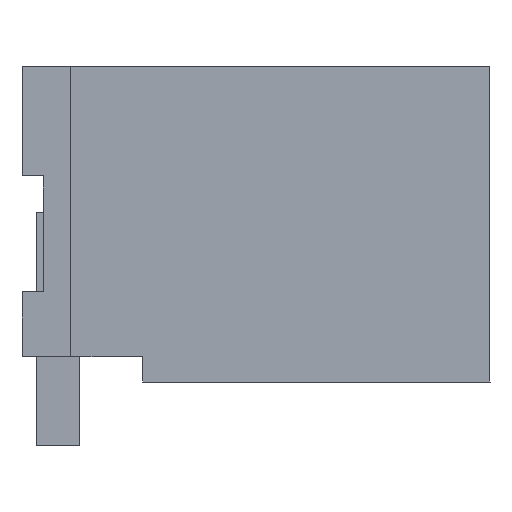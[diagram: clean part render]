
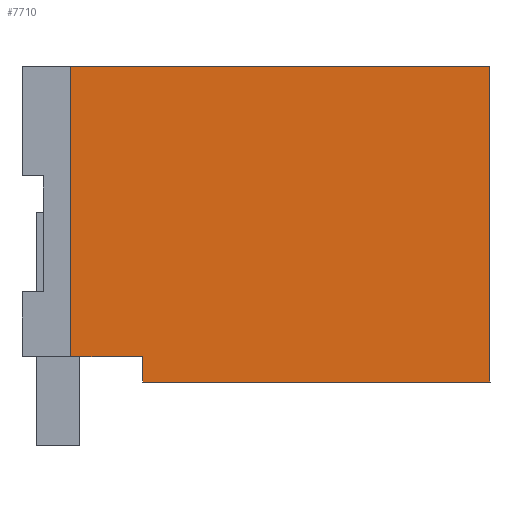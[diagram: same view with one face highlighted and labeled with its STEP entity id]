
A CAD part, left-side view. The second image highlights one B-rep face of the part: STEP entity #7710.
In plain terms, the highlighted planar face has unit normal (-1, 0, 0).
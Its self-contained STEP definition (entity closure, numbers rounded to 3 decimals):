
#7688=AXIS2_PLACEMENT_3D('Plane Axis2P3D',#7685,#7686,#7687) ;
#1234=CARTESIAN_POINT('Vertex',(0.,8.2,2.1)) ;
#1237=CARTESIAN_POINT('Line Origine',(0.,9.05,2.1)) ;
#1241=CARTESIAN_POINT('Vertex',(0.,9.9,2.1)) ;
#1514=CARTESIAN_POINT('Line Origine',(0.,9.9,5.525)) ;
#1518=CARTESIAN_POINT('Vertex',(0.,9.9,8.95)) ;
#2358=CARTESIAN_POINT('Line Origine',(0.,4.95,8.95)) ;
#2362=CARTESIAN_POINT('Vertex',(0.,0.,8.95)) ;
#7669=CARTESIAN_POINT('Vertex',(0.,8.2,1.5)) ;
#7672=CARTESIAN_POINT('Line Origine',(0.,8.2,1.8)) ;
#7685=CARTESIAN_POINT('Axis2P3D Location',(0.,11.05,-1.55)) ;
#7690=CARTESIAN_POINT('Line Origine',(0.,4.1,1.5)) ;
#7694=CARTESIAN_POINT('Vertex',(0.,0.,1.5)) ;
#7697=CARTESIAN_POINT('Line Origine',(0.,0.,5.225)) ;
#1238=DIRECTION('Vector Direction',(0.,-1.,0.)) ;
#1515=DIRECTION('Vector Direction',(0.,0.,-1.)) ;
#2359=DIRECTION('Vector Direction',(0.,1.,0.)) ;
#7673=DIRECTION('Vector Direction',(0.,0.,1.)) ;
#7686=DIRECTION('Axis2P3D Direction',(-1.,0.,0.)) ;
#7687=DIRECTION('Axis2P3D XDirection',(0.,-1.,0.)) ;
#7691=DIRECTION('Vector Direction',(0.,1.,0.)) ;
#7698=DIRECTION('Vector Direction',(0.,0.,-1.)) ;
#1239=VECTOR('Line Direction',#1238,1.) ;
#1516=VECTOR('Line Direction',#1515,1.) ;
#2360=VECTOR('Line Direction',#2359,1.) ;
#7674=VECTOR('Line Direction',#7673,1.) ;
#7692=VECTOR('Line Direction',#7691,1.) ;
#7699=VECTOR('Line Direction',#7698,1.) ;
#7703=ORIENTED_EDGE('',*,*,#1243,.T.) ;
#7704=ORIENTED_EDGE('',*,*,#7676,.F.) ;
#7705=ORIENTED_EDGE('',*,*,#7696,.T.) ;
#7706=ORIENTED_EDGE('',*,*,#7701,.T.) ;
#7707=ORIENTED_EDGE('',*,*,#2364,.T.) ;
#7708=ORIENTED_EDGE('',*,*,#1520,.T.) ;
#7710=ADVANCED_FACE('HOUSING',(#7709),#7689,.T.) ;
#1243=EDGE_CURVE('',#1242,#1235,#1240,.T.) ;
#1520=EDGE_CURVE('',#1519,#1242,#1517,.T.) ;
#2364=EDGE_CURVE('',#2363,#1519,#2361,.T.) ;
#7676=EDGE_CURVE('',#7670,#1235,#7675,.T.) ;
#7696=EDGE_CURVE('',#7670,#7695,#7693,.F.) ;
#7701=EDGE_CURVE('',#7695,#2363,#7700,.F.) ;
#7702=EDGE_LOOP('',(#7703,#7704,#7705,#7706,#7707,#7708)) ;
#7709=FACE_OUTER_BOUND('',#7702,.T.) ;
#1240=LINE('Line',#1237,#1239) ;
#1517=LINE('Line',#1514,#1516) ;
#2361=LINE('Line',#2358,#2360) ;
#7675=LINE('Line',#7672,#7674) ;
#7693=LINE('Line',#7690,#7692) ;
#7700=LINE('Line',#7697,#7699) ;
#7689=PLANE('',#7688) ;
#1235=VERTEX_POINT('',#1234) ;
#1242=VERTEX_POINT('',#1241) ;
#1519=VERTEX_POINT('',#1518) ;
#2363=VERTEX_POINT('',#2362) ;
#7670=VERTEX_POINT('',#7669) ;
#7695=VERTEX_POINT('',#7694) ;
